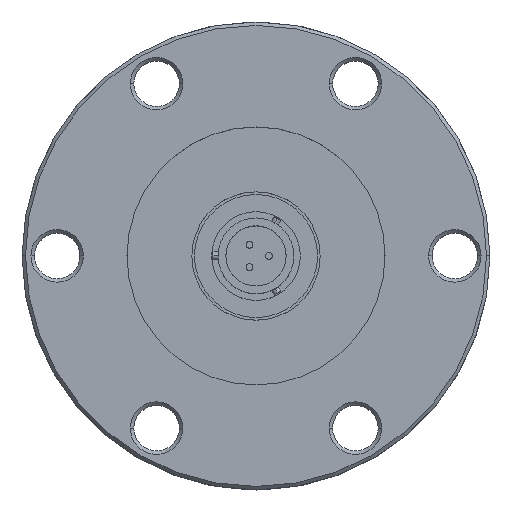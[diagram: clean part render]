
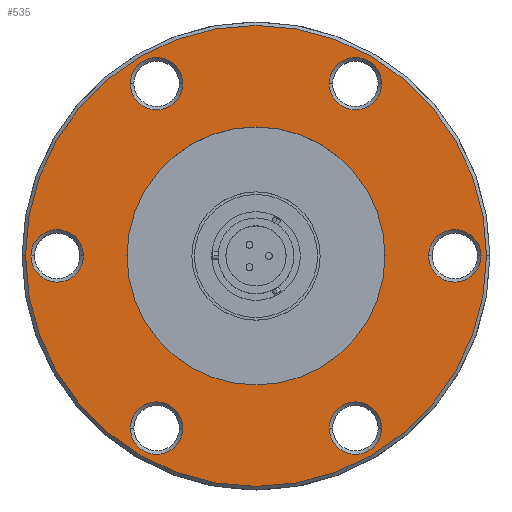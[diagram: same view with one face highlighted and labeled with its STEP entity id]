
A CAD part, top view. The second image highlights one B-rep face of the part: STEP entity #535.
In plain terms, the highlighted planar face has unit normal (0, 0, 1).
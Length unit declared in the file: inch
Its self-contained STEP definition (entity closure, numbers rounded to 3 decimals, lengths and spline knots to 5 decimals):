
#535=ADVANCED_FACE('',(#1082,#1083,#1084,#1085,#1086,#1087,#1088,#1089),#1090,.F.);
#1082=FACE_OUTER_BOUND('',#1680,.T.);
#1083=FACE_BOUND('',#1681,.T.);
#1084=FACE_BOUND('',#1682,.T.);
#1085=FACE_BOUND('',#1683,.T.);
#1086=FACE_BOUND('',#1684,.T.);
#1087=FACE_BOUND('',#1685,.T.);
#1088=FACE_BOUND('',#1686,.T.);
#1089=FACE_BOUND('',#1687,.T.);
#1090=PLANE('',#1688);
#1680=EDGE_LOOP('',(#2948,#2949));
#1681=EDGE_LOOP('',(#2950,#2951));
#1682=EDGE_LOOP('',(#2952,#2953));
#1683=EDGE_LOOP('',(#2954,#2955));
#1684=EDGE_LOOP('',(#2956,#2957));
#1685=EDGE_LOOP('',(#2958,#2959));
#1686=EDGE_LOOP('',(#2960,#2961));
#1687=EDGE_LOOP('',(#2962,#2963,#2964));
#1688=AXIS2_PLACEMENT_3D('',#2965,#2966,#2967);
#2948=ORIENTED_EDGE('',*,*,#3799,.F.);
#2949=ORIENTED_EDGE('',*,*,#3774,.F.);
#2950=ORIENTED_EDGE('',*,*,#3796,.F.);
#2951=ORIENTED_EDGE('',*,*,#3613,.F.);
#2952=ORIENTED_EDGE('',*,*,#3317,.F.);
#2953=ORIENTED_EDGE('',*,*,#3786,.F.);
#2954=ORIENTED_EDGE('',*,*,#3379,.F.);
#2955=ORIENTED_EDGE('',*,*,#3760,.F.);
#2956=ORIENTED_EDGE('',*,*,#3395,.F.);
#2957=ORIENTED_EDGE('',*,*,#3800,.F.);
#2958=ORIENTED_EDGE('',*,*,#3801,.F.);
#2959=ORIENTED_EDGE('',*,*,#3607,.F.);
#2960=ORIENTED_EDGE('',*,*,#3527,.F.);
#2961=ORIENTED_EDGE('',*,*,#3747,.F.);
#2962=ORIENTED_EDGE('',*,*,#3779,.F.);
#2963=ORIENTED_EDGE('',*,*,#3778,.F.);
#2964=ORIENTED_EDGE('',*,*,#3675,.F.);
#2965=CARTESIAN_POINT('',(0.,0.0,0.28464));
#2966=DIRECTION('',(0.0,-0.0,-1.0));
#2967=DIRECTION('',(0.0,-1.0,0.0));
#3317=EDGE_CURVE('',#3907,#3910,#3911,.F.);
#3379=EDGE_CURVE('',#4016,#4019,#4020,.F.);
#3395=EDGE_CURVE('',#4044,#4047,#4048,.F.);
#3527=EDGE_CURVE('',#4263,#4266,#4267,.F.);
#3607=EDGE_CURVE('',#4373,#4369,#4375,.F.);
#3613=EDGE_CURVE('',#4384,#4377,#4386,.F.);
#3675=EDGE_CURVE('',#4469,#4471,#4472,.T.);
#3747=EDGE_CURVE('',#4266,#4263,#4562,.F.);
#3760=EDGE_CURVE('',#4019,#4016,#4575,.F.);
#3774=EDGE_CURVE('',#4588,#4590,#4591,.T.);
#3778=EDGE_CURVE('',#4471,#4595,#4596,.T.);
#3779=EDGE_CURVE('',#4595,#4469,#4597,.T.);
#3786=EDGE_CURVE('',#3910,#3907,#4604,.F.);
#3796=EDGE_CURVE('',#4377,#4384,#4614,.F.);
#3799=EDGE_CURVE('',#4590,#4588,#4617,.T.);
#3800=EDGE_CURVE('',#4047,#4044,#4618,.F.);
#3801=EDGE_CURVE('',#4369,#4373,#4619,.F.);
#3907=VERTEX_POINT('',#4731);
#3910=VERTEX_POINT('',#4735);
#3911=CIRCLE('',#4736,0.1525);
#4016=VERTEX_POINT('',#4873);
#4019=VERTEX_POINT('',#4877);
#4020=CIRCLE('',#4878,0.1525);
#4044=VERTEX_POINT('',#4907);
#4047=VERTEX_POINT('',#4911);
#4048=CIRCLE('',#4912,0.1525);
#4263=VERTEX_POINT('',#5240);
#4266=VERTEX_POINT('',#5244);
#4267=CIRCLE('',#5245,0.1525);
#4369=VERTEX_POINT('',#5384);
#4373=VERTEX_POINT('',#5389);
#4375=CIRCLE('',#5392,0.1525);
#4377=VERTEX_POINT('',#5394);
#4384=VERTEX_POINT('',#5402);
#4386=CIRCLE('',#5405,0.1525);
#4469=VERTEX_POINT('',#5516);
#4471=VERTEX_POINT('',#5519);
#4472=CIRCLE('',#5520,0.75);
#4562=CIRCLE('',#5654,0.1525);
#4575=CIRCLE('',#5687,0.1525);
#4588=VERTEX_POINT('',#5700);
#4590=VERTEX_POINT('',#5703);
#4591=CIRCLE('',#5704,1.34);
#4595=VERTEX_POINT('',#5709);
#4596=CIRCLE('',#5710,0.75);
#4597=CIRCLE('',#5711,0.75);
#4604=CIRCLE('',#5718,0.1525);
#4614=CIRCLE('',#5731,0.1525);
#4617=CIRCLE('',#5734,1.34);
#4618=CIRCLE('',#5735,0.1525);
#4619=CIRCLE('',#5736,0.1525);
#4731=CARTESIAN_POINT('',(-1.3085,0.,0.28464));
#4735=CARTESIAN_POINT('',(-1.0035,0.,0.28464));
#4736=AXIS2_PLACEMENT_3D('',#5850,#5851,#5852);
#4873=CARTESIAN_POINT('',(-0.7305,-1.00113,0.28464));
#4877=CARTESIAN_POINT('',(-0.4255,-1.00113,0.28464));
#4878=AXIS2_PLACEMENT_3D('',#5949,#5950,#5951);
#4907=CARTESIAN_POINT('',(0.4255,-1.00113,0.28464));
#4911=CARTESIAN_POINT('',(0.7305,-1.00113,0.28464));
#4912=AXIS2_PLACEMENT_3D('',#5976,#5977,#5978);
#5240=CARTESIAN_POINT('',(0.4255,1.00113,0.28464));
#5244=CARTESIAN_POINT('',(0.7305,1.00113,0.28464));
#5245=AXIS2_PLACEMENT_3D('',#6178,#6179,#6180);
#5384=CARTESIAN_POINT('',(1.0035,0.,0.28464));
#5389=CARTESIAN_POINT('',(1.3085,0.,0.28464));
#5392=AXIS2_PLACEMENT_3D('',#6316,#6317,#6318);
#5394=CARTESIAN_POINT('',(-0.7305,1.00113,0.28464));
#5402=CARTESIAN_POINT('',(-0.4255,1.00113,0.28464));
#5405=AXIS2_PLACEMENT_3D('',#6327,#6328,#6329);
#5516=CARTESIAN_POINT('',(-0.75,0.,0.28464));
#5519=CARTESIAN_POINT('',(0.75,0.,0.28464));
#5520=AXIS2_PLACEMENT_3D('',#6428,#6429,#6430);
#5654=AXIS2_PLACEMENT_3D('',#6524,#6525,#6526);
#5687=AXIS2_PLACEMENT_3D('',#6539,#6540,#6541);
#5700=CARTESIAN_POINT('',(1.34,0.,0.28464));
#5703=CARTESIAN_POINT('',(-1.34,0.0,0.28464));
#5704=AXIS2_PLACEMENT_3D('',#6558,#6559,#6560);
#5709=CARTESIAN_POINT('',(0.,0.75,0.28464));
#5710=AXIS2_PLACEMENT_3D('',#6562,#6563,#6564);
#5711=AXIS2_PLACEMENT_3D('',#6565,#6566,#6567);
#5718=AXIS2_PLACEMENT_3D('',#6577,#6578,#6579);
#5731=AXIS2_PLACEMENT_3D('',#6589,#6590,#6591);
#5734=AXIS2_PLACEMENT_3D('',#6595,#6596,#6597);
#5735=AXIS2_PLACEMENT_3D('',#6598,#6599,#6600);
#5736=AXIS2_PLACEMENT_3D('',#6601,#6602,#6603);
#5850=CARTESIAN_POINT('',(-1.156,0.,0.28464));
#5851=DIRECTION('',(-0.0,0.0,-1.0));
#5852=DIRECTION('',(-1.0,0.0,0.0));
#5949=CARTESIAN_POINT('',(-0.578,-1.00113,0.28464));
#5950=DIRECTION('',(-0.0,0.0,-1.0));
#5951=DIRECTION('',(-1.0,0.0,0.0));
#5976=CARTESIAN_POINT('',(0.578,-1.00113,0.28464));
#5977=DIRECTION('',(-0.0,0.0,-1.0));
#5978=DIRECTION('',(-1.0,0.0,0.0));
#6178=CARTESIAN_POINT('',(0.578,1.00113,0.28464));
#6179=DIRECTION('',(-0.0,0.0,-1.0));
#6180=DIRECTION('',(-1.0,0.0,0.0));
#6316=CARTESIAN_POINT('',(1.156,0.,0.28464));
#6317=DIRECTION('',(-0.0,0.0,-1.0));
#6318=DIRECTION('',(-1.0,0.0,0.0));
#6327=CARTESIAN_POINT('',(-0.578,1.00113,0.28464));
#6328=DIRECTION('',(-0.0,0.0,-1.0));
#6329=DIRECTION('',(-1.0,0.0,0.0));
#6428=CARTESIAN_POINT('',(0.,0.0,0.28464));
#6429=DIRECTION('',(0.0,-0.0,1.0));
#6430=DIRECTION('',(0.0,1.0,0.0));
#6524=CARTESIAN_POINT('',(0.578,1.00113,0.28464));
#6525=DIRECTION('',(-0.0,0.0,-1.0));
#6526=DIRECTION('',(-1.0,0.0,0.0));
#6539=CARTESIAN_POINT('',(-0.578,-1.00113,0.28464));
#6540=DIRECTION('',(-0.0,0.0,-1.0));
#6541=DIRECTION('',(-1.0,0.0,0.0));
#6558=CARTESIAN_POINT('',(0.,0.0,0.28464));
#6559=DIRECTION('',(-0.0,0.0,-1.0));
#6560=DIRECTION('',(-1.0,0.0,0.0));
#6562=CARTESIAN_POINT('',(0.,0.0,0.28464));
#6563=DIRECTION('',(0.0,-0.0,1.0));
#6564=DIRECTION('',(0.0,1.0,0.0));
#6565=CARTESIAN_POINT('',(0.,0.0,0.28464));
#6566=DIRECTION('',(0.0,-0.0,1.0));
#6567=DIRECTION('',(0.0,1.0,0.0));
#6577=CARTESIAN_POINT('',(-1.156,0.,0.28464));
#6578=DIRECTION('',(-0.0,0.0,-1.0));
#6579=DIRECTION('',(-1.0,0.0,0.0));
#6589=CARTESIAN_POINT('',(-0.578,1.00113,0.28464));
#6590=DIRECTION('',(-0.0,0.0,-1.0));
#6591=DIRECTION('',(-1.0,0.0,0.0));
#6595=CARTESIAN_POINT('',(0.,0.0,0.28464));
#6596=DIRECTION('',(-0.0,0.0,-1.0));
#6597=DIRECTION('',(-1.0,0.0,0.0));
#6598=CARTESIAN_POINT('',(0.578,-1.00113,0.28464));
#6599=DIRECTION('',(-0.0,0.0,-1.0));
#6600=DIRECTION('',(-1.0,0.0,0.0));
#6601=CARTESIAN_POINT('',(1.156,0.,0.28464));
#6602=DIRECTION('',(-0.0,0.0,-1.0));
#6603=DIRECTION('',(-1.0,0.0,0.0));
